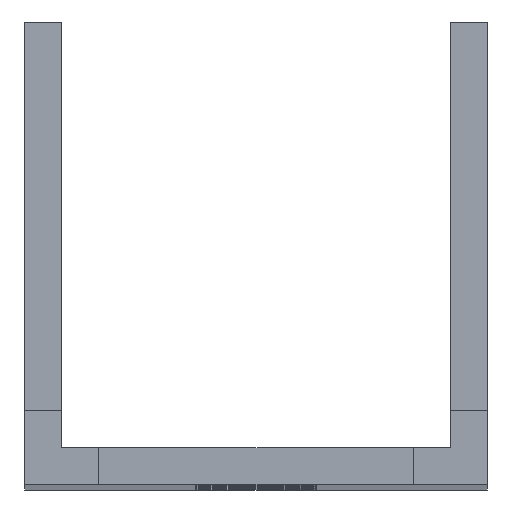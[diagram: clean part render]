
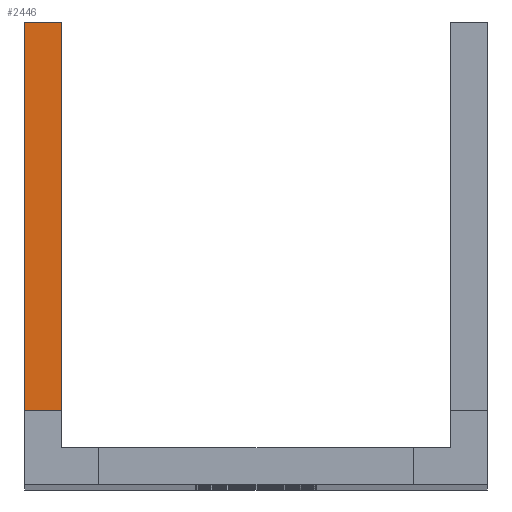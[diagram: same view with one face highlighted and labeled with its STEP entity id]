
A CAD part, top view. The second image highlights one B-rep face of the part: STEP entity #2446.
In plain terms, the highlighted planar face has unit normal (0, 0, 1).
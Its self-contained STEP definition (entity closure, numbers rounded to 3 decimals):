
#277=FACE_OUTER_BOUND('',#431,.T.);
#431=EDGE_LOOP('',(#1984,#1985,#1986,#1987));
#555=LINE('',#3630,#795);
#576=LINE('',#3703,#816);
#581=LINE('',#3712,#821);
#678=LINE('',#3970,#918);
#795=VECTOR('',#2903,10.);
#816=VECTOR('',#2958,10.);
#821=VECTOR('',#2965,10.);
#918=VECTOR('',#3256,10.);
#1079=VERTEX_POINT('',#3627);
#1080=VERTEX_POINT('',#3629);
#1115=VERTEX_POINT('',#3701);
#1118=VERTEX_POINT('',#3710);
#1307=EDGE_CURVE('',#1080,#1079,#555,.T.);
#1344=EDGE_CURVE('',#1079,#1115,#576,.T.);
#1349=EDGE_CURVE('',#1115,#1118,#581,.T.);
#1478=EDGE_CURVE('',#1118,#1080,#678,.T.);
#1984=ORIENTED_EDGE('',*,*,#1344,.T.);
#1985=ORIENTED_EDGE('',*,*,#1349,.T.);
#1986=ORIENTED_EDGE('',*,*,#1478,.T.);
#1987=ORIENTED_EDGE('',*,*,#1307,.T.);
#2233=PLANE('',#2679);
#2446=ADVANCED_FACE('',(#277),#2233,.T.);
#2679=AXIS2_PLACEMENT_3D('',#3969,#3254,#3255);
#2903=DIRECTION('',(0.,-1.,0.));
#2958=DIRECTION('',(1.,0.,0.));
#2965=DIRECTION('',(0.,1.,0.));
#3254=DIRECTION('center_axis',(0.,0.,1.));
#3255=DIRECTION('ref_axis',(1.,0.,0.));
#3256=DIRECTION('',(-1.,0.,0.));
#3627=CARTESIAN_POINT('',(-50.,8.,0.));
#3629=CARTESIAN_POINT('',(-50.,50.,0.));
#3630=CARTESIAN_POINT('',(-50.,-1.048,0.));
#3701=CARTESIAN_POINT('',(-46.,8.,0.));
#3703=CARTESIAN_POINT('',(-46.88,8.,0.));
#3710=CARTESIAN_POINT('',(-46.,50.,0.));
#3712=CARTESIAN_POINT('',(-46.,-1.048,0.));
#3969=CARTESIAN_POINT('Origin',(-50.,8.,0.));
#3970=CARTESIAN_POINT('',(-46.,50.,0.));
